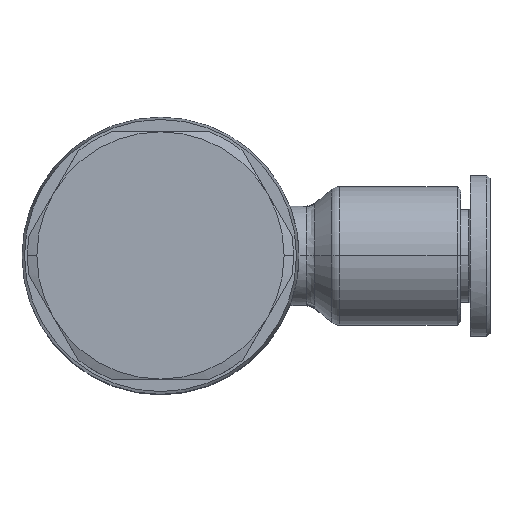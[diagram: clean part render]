
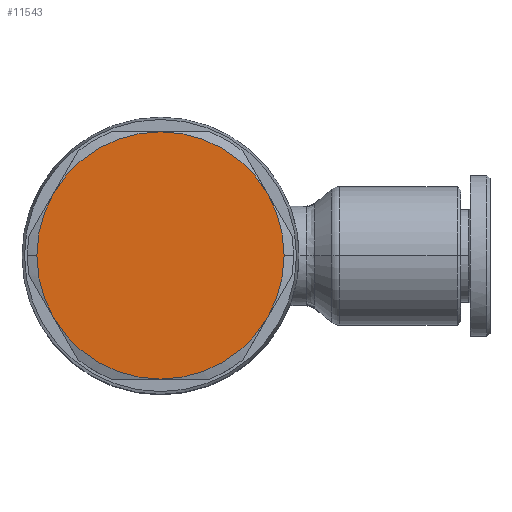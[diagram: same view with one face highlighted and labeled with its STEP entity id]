
A CAD part, top view. The second image highlights one B-rep face of the part: STEP entity #11543.
In plain terms, the highlighted planar face has unit normal (0, 0, 1).
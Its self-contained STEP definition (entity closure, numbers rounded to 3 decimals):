
#1735=CARTESIAN_POINT('',(13.7,0.,14.5));
#1736=VERTEX_POINT('',#1735);
#1745=CARTESIAN_POINT('',(12.36,-5.,14.5));
#1746=VERTEX_POINT('',#1745);
#1747=CARTESIAN_POINT('',(3.7,0.,14.5));
#1748=DIRECTION('',(0.0,0.0,1.0));
#1749=DIRECTION('',(-1.0,0.0,0.0));
#1750=AXIS2_PLACEMENT_3D('',#1747,#1748,#1749);
#1751=CIRCLE('',#1750,10.);
#1752=EDGE_CURVE('',#1746,#1736,#1751,.T.);
#1786=CARTESIAN_POINT('',(-6.3,0.,14.5));
#1787=VERTEX_POINT('',#1786);
#1803=CARTESIAN_POINT('',(-4.96,-5.,14.5));
#1804=VERTEX_POINT('',#1803);
#1818=CARTESIAN_POINT('',(3.7,0.,14.5));
#1819=DIRECTION('',(0.0,0.0,1.0));
#1820=DIRECTION('',(-1.0,0.0,0.0));
#1821=AXIS2_PLACEMENT_3D('',#1818,#1819,#1820);
#1822=CIRCLE('',#1821,10.);
#1823=EDGE_CURVE('',#1787,#1804,#1822,.T.);
#11106=CARTESIAN_POINT('',(12.36,5.,14.5));
#11107=VERTEX_POINT('',#11106);
#11180=CARTESIAN_POINT('',(3.7,-10.,14.5));
#11181=VERTEX_POINT('',#11180);
#11224=CARTESIAN_POINT('',(-4.96,5.,14.5));
#11225=VERTEX_POINT('',#11224);
#11226=CARTESIAN_POINT('',(3.7,0.,14.5));
#11227=DIRECTION('',(0.0,0.0,1.0));
#11228=DIRECTION('',(-1.0,0.0,0.0));
#11229=AXIS2_PLACEMENT_3D('',#11226,#11227,#11228);
#11230=CIRCLE('',#11229,10.);
#11231=EDGE_CURVE('',#11225,#1787,#11230,.T.);
#11299=CARTESIAN_POINT('',(3.7,10.,14.5));
#11300=VERTEX_POINT('',#11299);
#11301=CARTESIAN_POINT('',(3.7,0.,14.5));
#11302=DIRECTION('',(0.0,0.0,1.0));
#11303=DIRECTION('',(-1.0,0.0,0.0));
#11304=AXIS2_PLACEMENT_3D('',#11301,#11302,#11303);
#11305=CIRCLE('',#11304,10.);
#11306=EDGE_CURVE('',#11300,#11225,#11305,.T.);
#11343=CARTESIAN_POINT('',(3.7,0.,14.5));
#11344=DIRECTION('',(0.0,0.0,1.0));
#11345=DIRECTION('',(-1.0,0.0,0.0));
#11346=AXIS2_PLACEMENT_3D('',#11343,#11344,#11345);
#11347=CIRCLE('',#11346,10.);
#11348=EDGE_CURVE('',#11107,#11300,#11347,.T.);
#11362=CARTESIAN_POINT('',(3.7,0.,14.5));
#11363=DIRECTION('',(0.0,0.0,1.0));
#11364=DIRECTION('',(-1.0,0.0,0.0));
#11365=AXIS2_PLACEMENT_3D('',#11362,#11363,#11364);
#11366=CIRCLE('',#11365,10.);
#11367=EDGE_CURVE('',#1736,#11107,#11366,.T.);
#11379=CARTESIAN_POINT('',(3.7,0.,14.5));
#11380=DIRECTION('',(0.0,0.0,1.0));
#11381=DIRECTION('',(-1.0,0.0,0.0));
#11382=AXIS2_PLACEMENT_3D('',#11379,#11380,#11381);
#11383=CIRCLE('',#11382,10.);
#11384=EDGE_CURVE('',#11181,#1746,#11383,.T.);
#11397=CARTESIAN_POINT('',(3.7,0.,14.5));
#11398=DIRECTION('',(0.0,0.0,1.0));
#11399=DIRECTION('',(-1.0,0.0,0.0));
#11400=AXIS2_PLACEMENT_3D('',#11397,#11398,#11399);
#11401=CIRCLE('',#11400,10.);
#11402=EDGE_CURVE('',#1804,#11181,#11401,.T.);
#11528=CARTESIAN_POINT('',(-0.85,0.,14.5));
#11529=DIRECTION('',(0.0,0.0,1.0));
#11530=DIRECTION('',(-1.0,0.0,0.0));
#11531=AXIS2_PLACEMENT_3D('',#11528,#11529,#11530);
#11532=PLANE('',#11531);
#11533=ORIENTED_EDGE('',*,*,#11402,.T.);
#11534=ORIENTED_EDGE('',*,*,#11384,.T.);
#11535=ORIENTED_EDGE('',*,*,#1752,.T.);
#11536=ORIENTED_EDGE('',*,*,#11367,.T.);
#11537=ORIENTED_EDGE('',*,*,#11348,.T.);
#11538=ORIENTED_EDGE('',*,*,#11306,.T.);
#11539=ORIENTED_EDGE('',*,*,#11231,.T.);
#11540=ORIENTED_EDGE('',*,*,#1823,.T.);
#11541=EDGE_LOOP('',(#11533,#11534,#11535,#11536,#11537,#11538,#11539,#11540));
#11542=FACE_OUTER_BOUND('',#11541,.T.);
#11543=ADVANCED_FACE('',(#11542),#11532,.T.);
